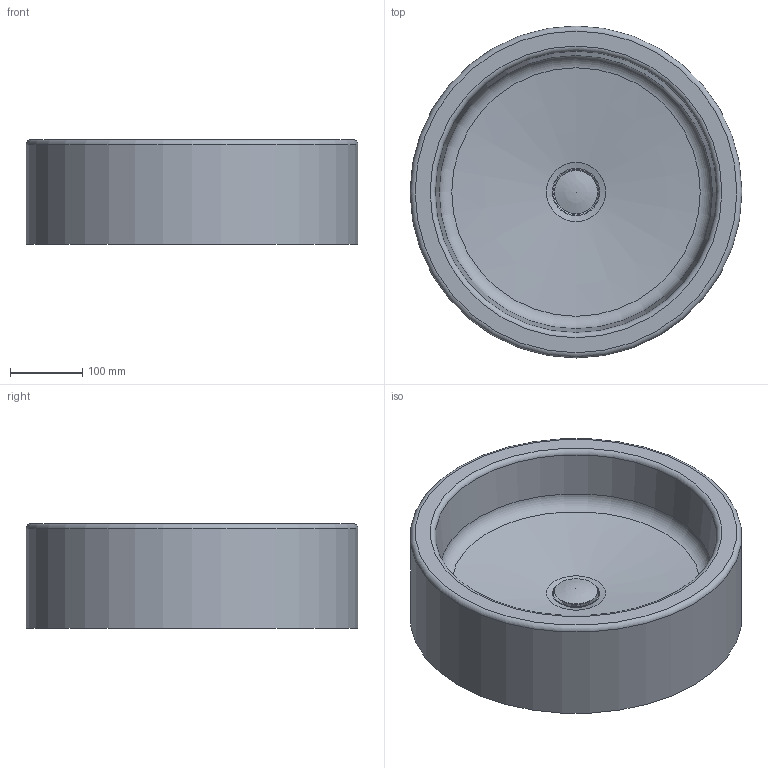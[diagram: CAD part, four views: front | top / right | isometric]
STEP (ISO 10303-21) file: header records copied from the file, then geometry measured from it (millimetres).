
FILE_DESCRIPTION((''),'2;1');
FILE_NAME('044546.stp','2008-02-05T11:56:02',('Huebner'),(''),'Autodesk Inventor 11','Autodesk Inventor 11','');
FILE_SCHEMA(('AUTOMOTIVE_DESIGN { 1 0 10303 214 1 1 1 1 }'));
Length unit declared in the file: millimetre
Products named in the file (4): 044546; Kelch; Stopfen
Assembly tree (3 placements, depth 2):
  044546
    044546
    Kelch
    Stopfen
Bounding box: 460 x 460 x 145 mm (x, y, z)
Volume: 12694754.2 mm3; surface area: 677461.3 mm2
Topology: 3 solids, 3 shells, 51 faces, 113 edges, 71 vertices
Faces by surface type: plane 17, cylinder 15, torus 10, cone 6, bspline 3
Full cylindrical faces by diameter (mm): 15 x2, 42 x1, 44 x1, 52 x1, 60 x1, 460 x1
Entity records: 1727 total; most frequent: CARTESIAN_POINT 576, DIRECTION 240, ORIENTED_EDGE 178, AXIS2_PLACEMENT_3D 104, EDGE_CURVE 89, EDGE_LOOP 80, VERTEX_POINT 69, FACE_OUTER_BOUND 51
